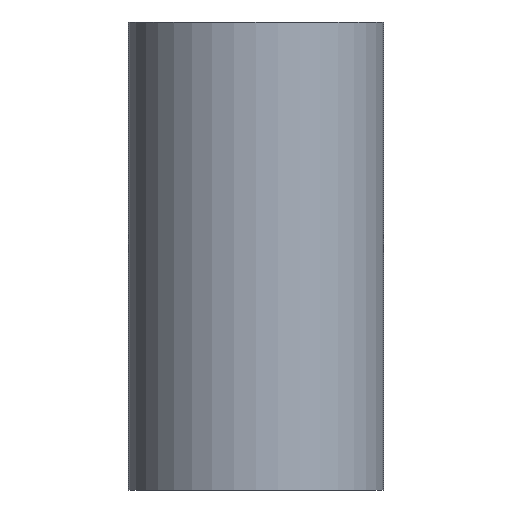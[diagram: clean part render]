
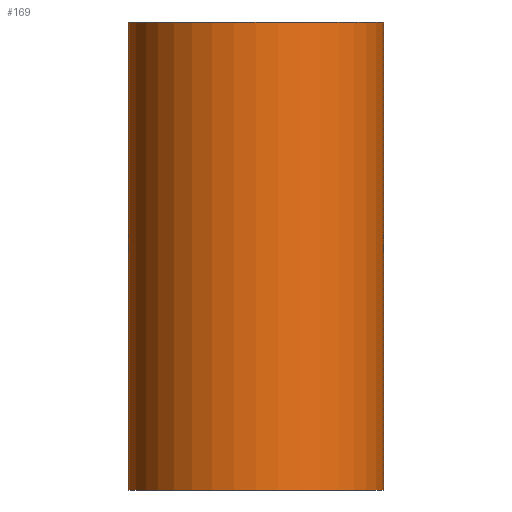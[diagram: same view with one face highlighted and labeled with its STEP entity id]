
A CAD part, left-side view. The second image highlights one B-rep face of the part: STEP entity #169.
In plain terms, the highlighted cylindrical face has radius 66.5 mm (diameter 133 mm), a full revolution.
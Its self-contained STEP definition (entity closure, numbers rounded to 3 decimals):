
#22=FACE_BOUND($,#58,.T.);
#23=FACE_BOUND($,#59,.T.);
#38=B_SPLINE_CURVE_WITH_KNOTS($,3,(#343,#344,#345,#346,#347,#348,#349,#350,
#351,#352,#353,#354,#355,#356,#357,#358,#359,#360),.UNSPECIFIED.,.F.,.F.,
(4,2,2,2,2,2,2,2,4),(9.346,9.93,10.515,
11.1,11.684,12.268,12.851,13.435,
14.018),.UNSPECIFIED.);
#39=B_SPLINE_CURVE_WITH_KNOTS($,3,(#362,#363,#364,#365,#366,#367,#368,#369,
#370,#371,#372,#373,#374,#375,#376,#377,#378,#379),.UNSPECIFIED.,.F.,.F.,
(4,2,2,2,2,2,2,2,4),(-9.346,-8.761,-8.176,
-7.592,-7.007,-6.423,-5.84,
-5.256,-4.673),.UNSPECIFIED.);
#40=B_SPLINE_CURVE_WITH_KNOTS($,3,(#381,#382,#383,#384,#385,#386,#387,#388,
#389,#390,#391,#392,#393,#394,#395,#396,#397,#398),.UNSPECIFIED.,.F.,.F.,
(4,2,2,2,2,2,2,2,4),(14.018,14.602,15.186,
15.769,16.353,16.937,17.522,18.107,
18.691),.UNSPECIFIED.);
#41=B_SPLINE_CURVE_WITH_KNOTS($,3,(#399,#400,#401,#402,#403,#404,#405,#406,
#407,#408,#409,#410,#411,#412,#413,#414,#415,#416),.UNSPECIFIED.,.F.,.F.,
(4,2,2,2,2,2,2,2,4),(-4.673,-4.089,-3.506,
-2.922,-2.339,-1.754,-1.169,
-0.585,0.),.UNSPECIFIED.);
#44=FACE_OUTER_BOUND($,#57,.T.);
#57=EDGE_LOOP($,(#131));
#58=EDGE_LOOP($,(#132));
#59=EDGE_LOOP($,(#133,#134,#135,#136));
#83=CIRCLE($,#189,66.5);
#84=CIRCLE($,#190,66.5);
#96=VERTEX_POINT($,#337);
#97=VERTEX_POINT($,#339);
#98=VERTEX_POINT($,#341);
#99=VERTEX_POINT($,#342);
#100=VERTEX_POINT($,#361);
#101=VERTEX_POINT($,#380);
#113=EDGE_CURVE($,#96,#96,#83,.T.);
#114=EDGE_CURVE($,#97,#97,#84,.T.);
#115=EDGE_CURVE($,#98,#99,#38,.T.);
#116=EDGE_CURVE($,#98,#100,#39,.T.);
#117=EDGE_CURVE($,#100,#101,#40,.T.);
#118=EDGE_CURVE($,#99,#101,#41,.T.);
#131=ORIENTED_EDGE($,*,*,#113,.F.);
#132=ORIENTED_EDGE($,*,*,#114,.T.);
#133=ORIENTED_EDGE($,*,*,#115,.F.);
#134=ORIENTED_EDGE($,*,*,#116,.T.);
#135=ORIENTED_EDGE($,*,*,#117,.T.);
#136=ORIENTED_EDGE($,*,*,#118,.F.);
#162=CYLINDRICAL_SURFACE($,#188,66.5);
#169=ADVANCED_FACE($,(#44,#22,#23),#162,.T.);
#188=AXIS2_PLACEMENT_3D($,#336,#220,#221);
#189=AXIS2_PLACEMENT_3D($,#338,#222,#223);
#190=AXIS2_PLACEMENT_3D($,#340,#224,#225);
#220=DIRECTION('center_axis',(0.,0.,1.));
#221=DIRECTION('ref_axis',(1.,0.,0.));
#222=DIRECTION('center_axis',(0.,0.,1.));
#223=DIRECTION('ref_axis',(1.,0.,0.));
#224=DIRECTION('center_axis',(0.,0.,1.));
#225=DIRECTION('ref_axis',(1.,0.,0.));
#336=CARTESIAN_POINT('Origin',(0.,0.,0.));
#337=CARTESIAN_POINT('',(-66.5,0.,244.));
#338=CARTESIAN_POINT('Origin',(0.,0.,244.));
#339=CARTESIAN_POINT('',(66.5,0.,0.));
#340=CARTESIAN_POINT('Origin',(0.,0.,0.));
#341=CARTESIAN_POINT('',(59.093,-30.5,122.));
#342=CARTESIAN_POINT('',(66.5,0.,91.5));
#343=CARTESIAN_POINT('Ctrl Pts',(59.093,-30.5,122.));
#344=CARTESIAN_POINT('Ctrl Pts',(59.093,-30.5,120.051));
#345=CARTESIAN_POINT('Ctrl Pts',(59.192,-30.31,118.047));
#346=CARTESIAN_POINT('Ctrl Pts',(59.589,-29.524,114.082));
#347=CARTESIAN_POINT('Ctrl Pts',(59.885,-28.927,112.121));
#348=CARTESIAN_POINT('Ctrl Pts',(60.616,-27.363,108.375));
#349=CARTESIAN_POINT('Ctrl Pts',(61.05,-26.394,106.586));
#350=CARTESIAN_POINT('Ctrl Pts',(61.965,-24.166,103.285));
#351=CARTESIAN_POINT('Ctrl Pts',(62.447,-22.906,101.772));
#352=CARTESIAN_POINT('Ctrl Pts',(63.364,-20.23,99.096));
#353=CARTESIAN_POINT('Ctrl Pts',(63.834,-18.718,97.837));
#354=CARTESIAN_POINT('Ctrl Pts',(64.711,-15.417,95.608));
#355=CARTESIAN_POINT('Ctrl Pts',(65.117,-13.627,94.638));
#356=CARTESIAN_POINT('Ctrl Pts',(65.79,-9.877,93.072));
#357=CARTESIAN_POINT('Ctrl Pts',(66.057,-7.914,92.475));
#358=CARTESIAN_POINT('Ctrl Pts',(66.413,-3.948,91.689));
#359=CARTESIAN_POINT('Ctrl Pts',(66.5,-1.945,91.5));
#360=CARTESIAN_POINT('Ctrl Pts',(66.5,0.,91.5));
#361=CARTESIAN_POINT('',(66.5,0.,152.5));
#362=CARTESIAN_POINT('Ctrl Pts',(59.093,-30.5,122.));
#363=CARTESIAN_POINT('Ctrl Pts',(59.093,-30.5,123.949));
#364=CARTESIAN_POINT('Ctrl Pts',(59.192,-30.31,125.953));
#365=CARTESIAN_POINT('Ctrl Pts',(59.589,-29.524,129.918));
#366=CARTESIAN_POINT('Ctrl Pts',(59.885,-28.927,131.879));
#367=CARTESIAN_POINT('Ctrl Pts',(60.616,-27.363,135.625));
#368=CARTESIAN_POINT('Ctrl Pts',(61.05,-26.394,137.414));
#369=CARTESIAN_POINT('Ctrl Pts',(61.965,-24.166,140.715));
#370=CARTESIAN_POINT('Ctrl Pts',(62.447,-22.906,142.228));
#371=CARTESIAN_POINT('Ctrl Pts',(63.364,-20.23,144.904));
#372=CARTESIAN_POINT('Ctrl Pts',(63.834,-18.718,146.163));
#373=CARTESIAN_POINT('Ctrl Pts',(64.711,-15.417,148.392));
#374=CARTESIAN_POINT('Ctrl Pts',(65.117,-13.627,149.362));
#375=CARTESIAN_POINT('Ctrl Pts',(65.79,-9.877,150.928));
#376=CARTESIAN_POINT('Ctrl Pts',(66.057,-7.914,151.525));
#377=CARTESIAN_POINT('Ctrl Pts',(66.413,-3.948,152.311));
#378=CARTESIAN_POINT('Ctrl Pts',(66.5,-1.945,152.5));
#379=CARTESIAN_POINT('Ctrl Pts',(66.5,0.,152.5));
#380=CARTESIAN_POINT('',(59.093,30.5,122.));
#381=CARTESIAN_POINT('Ctrl Pts',(66.5,0.,152.5));
#382=CARTESIAN_POINT('Ctrl Pts',(66.5,1.945,152.5));
#383=CARTESIAN_POINT('Ctrl Pts',(66.413,3.948,152.311));
#384=CARTESIAN_POINT('Ctrl Pts',(66.057,7.914,151.525));
#385=CARTESIAN_POINT('Ctrl Pts',(65.79,9.877,150.928));
#386=CARTESIAN_POINT('Ctrl Pts',(65.117,13.627,149.362));
#387=CARTESIAN_POINT('Ctrl Pts',(64.711,15.417,148.392));
#388=CARTESIAN_POINT('Ctrl Pts',(63.834,18.718,146.163));
#389=CARTESIAN_POINT('Ctrl Pts',(63.364,20.23,144.904));
#390=CARTESIAN_POINT('Ctrl Pts',(62.447,22.906,142.228));
#391=CARTESIAN_POINT('Ctrl Pts',(61.965,24.166,140.715));
#392=CARTESIAN_POINT('Ctrl Pts',(61.05,26.394,137.414));
#393=CARTESIAN_POINT('Ctrl Pts',(60.616,27.363,135.625));
#394=CARTESIAN_POINT('Ctrl Pts',(59.885,28.927,131.879));
#395=CARTESIAN_POINT('Ctrl Pts',(59.589,29.524,129.918));
#396=CARTESIAN_POINT('Ctrl Pts',(59.192,30.31,125.953));
#397=CARTESIAN_POINT('Ctrl Pts',(59.093,30.5,123.949));
#398=CARTESIAN_POINT('Ctrl Pts',(59.093,30.5,122.));
#399=CARTESIAN_POINT('Ctrl Pts',(66.5,0.,91.5));
#400=CARTESIAN_POINT('Ctrl Pts',(66.5,1.945,91.5));
#401=CARTESIAN_POINT('Ctrl Pts',(66.413,3.948,91.689));
#402=CARTESIAN_POINT('Ctrl Pts',(66.057,7.914,92.475));
#403=CARTESIAN_POINT('Ctrl Pts',(65.79,9.877,93.072));
#404=CARTESIAN_POINT('Ctrl Pts',(65.117,13.627,94.638));
#405=CARTESIAN_POINT('Ctrl Pts',(64.711,15.417,95.608));
#406=CARTESIAN_POINT('Ctrl Pts',(63.834,18.718,97.837));
#407=CARTESIAN_POINT('Ctrl Pts',(63.364,20.23,99.096));
#408=CARTESIAN_POINT('Ctrl Pts',(62.447,22.906,101.772));
#409=CARTESIAN_POINT('Ctrl Pts',(61.965,24.166,103.285));
#410=CARTESIAN_POINT('Ctrl Pts',(61.05,26.394,106.586));
#411=CARTESIAN_POINT('Ctrl Pts',(60.616,27.363,108.375));
#412=CARTESIAN_POINT('Ctrl Pts',(59.885,28.927,112.121));
#413=CARTESIAN_POINT('Ctrl Pts',(59.589,29.524,114.082));
#414=CARTESIAN_POINT('Ctrl Pts',(59.192,30.31,118.047));
#415=CARTESIAN_POINT('Ctrl Pts',(59.093,30.5,120.051));
#416=CARTESIAN_POINT('Ctrl Pts',(59.093,30.5,122.));
